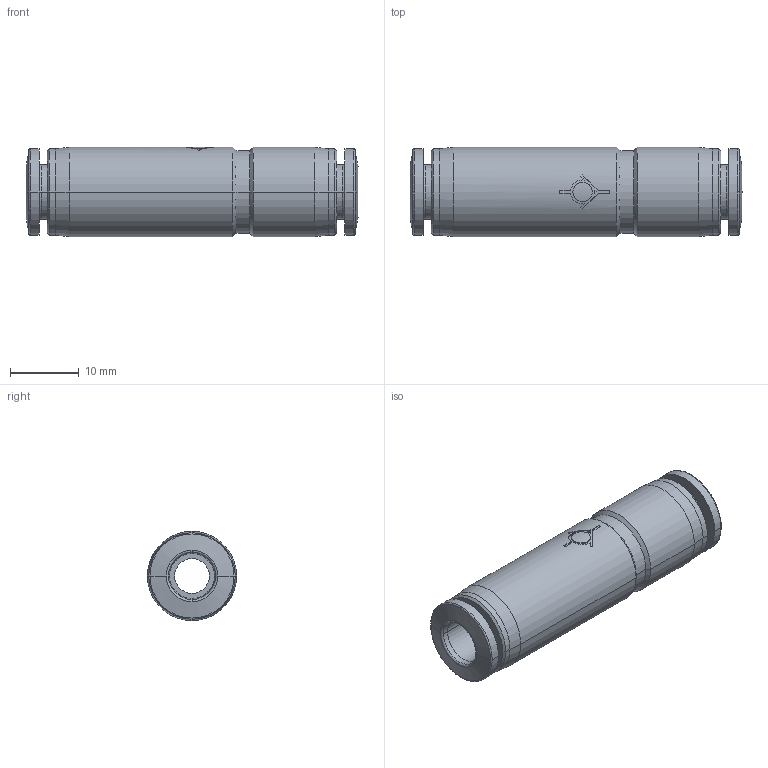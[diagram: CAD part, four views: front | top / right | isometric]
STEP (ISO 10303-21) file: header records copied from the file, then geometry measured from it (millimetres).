
FILE_DESCRIPTION (( 'STEP AP214' ), '1' );
FILE_NAME ('CVU14.step', '2016-02-24T20:31:29', ( '' ), ( '' ), 'SwSTEP 2.0', 'SolidWorks 2015', '' );
FILE_SCHEMA (( 'AUTOMOTIVE_DESIGN' ));
Length unit declared in the file: inch
Products named in the file (1): CVU14
Bounding box: 48.4 x 13 x 13 mm (x, y, z)
Volume: 4633.3 mm3; surface area: 3308.8 mm2
Topology: 1 solids, 1 shells, 84 faces, 197 edges, 122 vertices
Faces by surface type: cylinder 32, cone 20, plane 20, bspline 8, torus 4
Entity records: 3879 total; most frequent: CARTESIAN_POINT 830, DIRECTION 425, ORIENTED_EDGE 394, EDGE_CURVE 197, AXIS2_PLACEMENT_3D 177, VERTEX_POINT 122, CIRCLE 100, EDGE_LOOP 93
